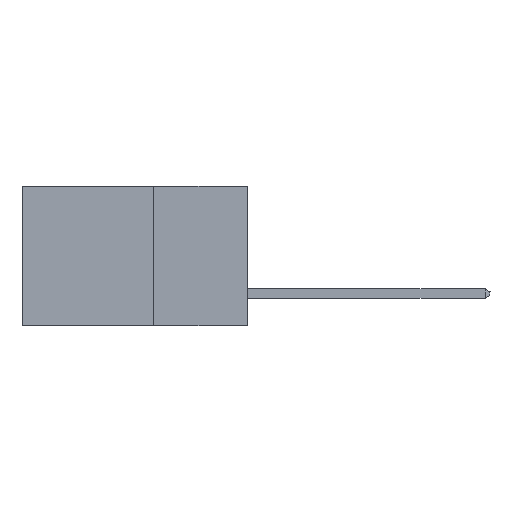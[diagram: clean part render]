
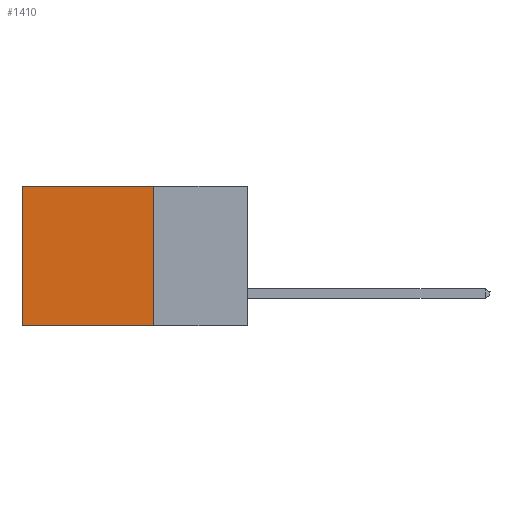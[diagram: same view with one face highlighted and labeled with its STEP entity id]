
A CAD part, left-side view. The second image highlights one B-rep face of the part: STEP entity #1410.
In plain terms, the highlighted planar face has unit normal (-1, 0, 0).
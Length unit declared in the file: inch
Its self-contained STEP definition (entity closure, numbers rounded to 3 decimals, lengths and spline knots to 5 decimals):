
#520 = CARTESIAN_POINT ( 'NONE',  ( 0.298, 0.25, 0. ) ) ;
#755 = VERTEX_POINT ( 'NONE', #10585 ) ;
#764 = VERTEX_POINT ( 'NONE', #13184 ) ;
#877 = LINE ( 'NONE', #17056, #2335 ) ;
#1410 = ADVANCED_FACE ( 'NONE', ( #2999 ), #12652, .F. ) ;
#1860 = AXIS2_PLACEMENT_3D ( 'NONE', #520, #4654, #8666 ) ;
#1884 = CARTESIAN_POINT ( 'NONE',  ( 0.298, 0.25, 0. ) ) ;
#2043 = LINE ( 'NONE', #1884, #6386 ) ;
#2221 = ORIENTED_EDGE ( 'NONE', *, *, #3718, .T. ) ;
#2335 = VECTOR ( 'NONE', #13438, 39.37008 ) ;
#2842 = CARTESIAN_POINT ( 'NONE',  ( 0.298, 0.25, 0. ) ) ;
#2999 = FACE_OUTER_BOUND ( 'NONE', #12688, .T. ) ;
#3442 = LINE ( 'NONE', #11546, #12577 ) ;
#3718 = EDGE_CURVE ( 'NONE', #764, #9027, #877, .T. ) ;
#4654 = DIRECTION ( 'NONE',  ( 1., 0., 0. ) ) ;
#6270 = EDGE_CURVE ( 'NONE', #10197, #755, #2043, .T. ) ;
#6386 = VECTOR ( 'NONE', #15422, 39.37008 ) ;
#7500 = ORIENTED_EDGE ( 'NONE', *, *, #16163, .T. ) ;
#8038 = EDGE_CURVE ( 'NONE', #755, #9027, #3442, .T. ) ;
#8666 = DIRECTION ( 'NONE',  ( 0., 0., -1. ) ) ;
#9027 = VERTEX_POINT ( 'NONE', #10750 ) ;
#9068 = VECTOR ( 'NONE', #12297, 39.37008 ) ;
#10197 = VERTEX_POINT ( 'NONE', #11038 ) ;
#10585 = CARTESIAN_POINT ( 'NONE',  ( 0.298, 0.25, -0.37 ) ) ;
#10750 = CARTESIAN_POINT ( 'NONE',  ( 0.298, 0.6, -0.37 ) ) ;
#11038 = CARTESIAN_POINT ( 'NONE',  ( 0.298, 0.25, 0. ) ) ;
#11546 = CARTESIAN_POINT ( 'NONE',  ( 0.298, 0.25, -0.37 ) ) ;
#12297 = DIRECTION ( 'NONE',  ( 0., 1., 0. ) ) ;
#12577 = VECTOR ( 'NONE', #12903, 39.37008 ) ;
#12652 = PLANE ( 'NONE',  #1860 ) ;
#12688 = EDGE_LOOP ( 'NONE', ( #2221, #16307, #15271, #7500 ) ) ;
#12903 = DIRECTION ( 'NONE',  ( 0., 1., 0. ) ) ;
#13184 = CARTESIAN_POINT ( 'NONE',  ( 0.298, 0.6, 0. ) ) ;
#13438 = DIRECTION ( 'NONE',  ( 0., 0., -1. ) ) ;
#15271 = ORIENTED_EDGE ( 'NONE', *, *, #6270, .F. ) ;
#15422 = DIRECTION ( 'NONE',  ( 0., 0., -1. ) ) ;
#16056 = LINE ( 'NONE', #2842, #9068 ) ;
#16163 = EDGE_CURVE ( 'NONE', #10197, #764, #16056, .T. ) ;
#16307 = ORIENTED_EDGE ( 'NONE', *, *, #8038, .F. ) ;
#17056 = CARTESIAN_POINT ( 'NONE',  ( 0.298, 0.6, 0. ) ) ;
